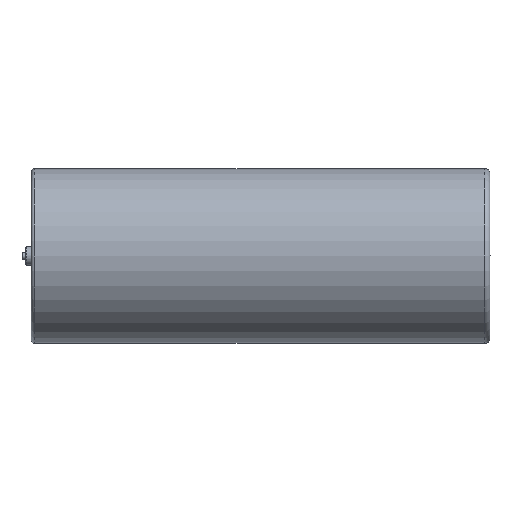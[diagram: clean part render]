
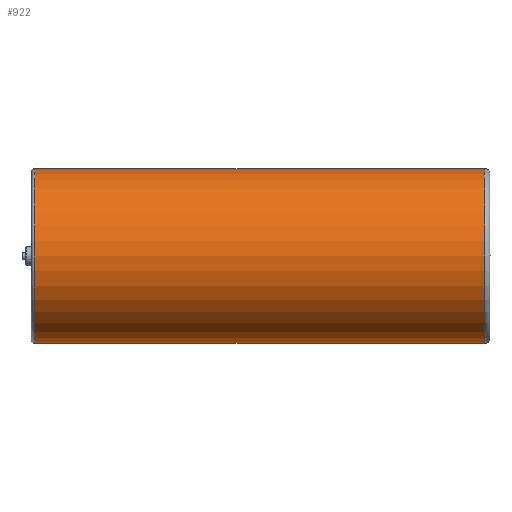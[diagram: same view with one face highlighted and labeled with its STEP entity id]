
A CAD part, left-side view. The second image highlights one B-rep face of the part: STEP entity #922.
In plain terms, the highlighted cylindrical face has radius 80 mm (diameter 160 mm), a full revolution.
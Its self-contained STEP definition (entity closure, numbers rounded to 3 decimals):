
#17 = AXIS2_PLACEMENT_3D ( 'NONE', #628, #1318, #3007 ) ;
#95 = CARTESIAN_POINT ( 'NONE',  ( 0., 176.861, -80. ) ) ;
#154 = FACE_OUTER_BOUND ( 'NONE', #3325, .T. ) ;
#155 = VERTEX_POINT ( 'NONE', #3462 ) ;
#337 = DIRECTION ( 'NONE',  ( 0., 0., -1. ) ) ;
#447 = EDGE_CURVE ( 'NONE', #2209, #2209, #3995, .T. ) ;
#628 = CARTESIAN_POINT ( 'NONE',  ( 0., -235.139, 0. ) ) ;
#828 = DIRECTION ( 'NONE',  ( 0., 0., 1. ) ) ;
#922 = ADVANCED_FACE ( 'NONE', ( #3134, #154 ), #1512, .T. ) ;
#971 = EDGE_LOOP ( 'NONE', ( #2408 ) ) ;
#1318 = DIRECTION ( 'NONE',  ( 0., 1., 0. ) ) ;
#1512 = CYLINDRICAL_SURFACE ( 'NONE', #4354, 80. ) ;
#1901 = ORIENTED_EDGE ( 'NONE', *, *, #2345, .T. ) ;
#2004 = DIRECTION ( 'NONE',  ( 0., -1., 0. ) ) ;
#2209 = VERTEX_POINT ( 'NONE', #95 ) ;
#2292 = CIRCLE ( 'NONE', #17, 80. ) ;
#2345 = EDGE_CURVE ( 'NONE', #155, #155, #2292, .T. ) ;
#2361 = CARTESIAN_POINT ( 'NONE',  ( 0., 176.861, 0. ) ) ;
#2408 = ORIENTED_EDGE ( 'NONE', *, *, #447, .T. ) ;
#2786 = DIRECTION ( 'NONE',  ( 0., 1., 0. ) ) ;
#2874 = CARTESIAN_POINT ( 'NONE',  ( 0., 179.861, 0. ) ) ;
#3007 = DIRECTION ( 'NONE',  ( 0., 0., 1. ) ) ;
#3134 = FACE_OUTER_BOUND ( 'NONE', #971, .T. ) ;
#3325 = EDGE_LOOP ( 'NONE', ( #1901 ) ) ;
#3366 = AXIS2_PLACEMENT_3D ( 'NONE', #2361, #2004, #337 ) ;
#3462 = CARTESIAN_POINT ( 'NONE',  ( 0., -235.139, 80. ) ) ;
#3995 = CIRCLE ( 'NONE', #3366, 80. ) ;
#4354 = AXIS2_PLACEMENT_3D ( 'NONE', #2874, #2786, #828 ) ;
